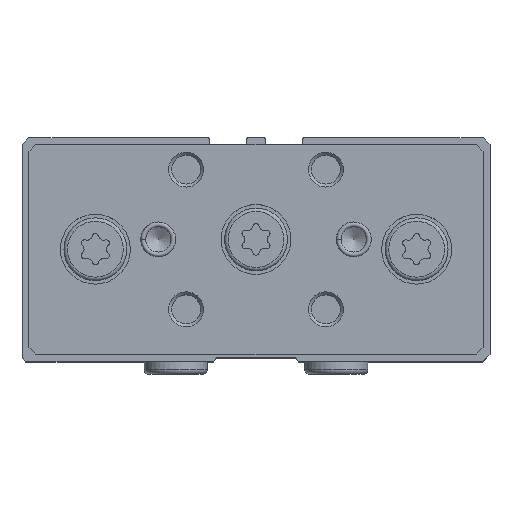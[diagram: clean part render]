
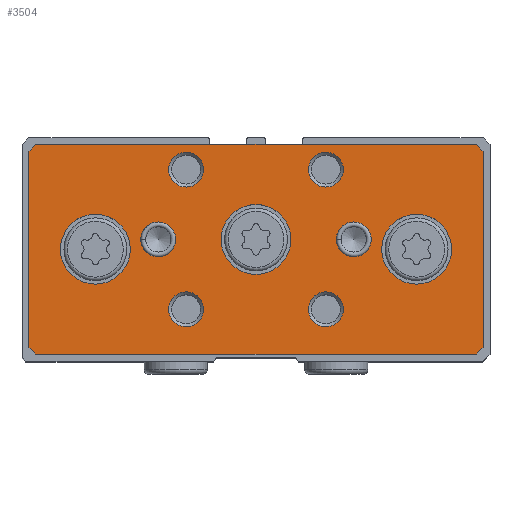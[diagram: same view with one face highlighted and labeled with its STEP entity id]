
A CAD part, top view. The second image highlights one B-rep face of the part: STEP entity #3504.
In plain terms, the highlighted face is planar.
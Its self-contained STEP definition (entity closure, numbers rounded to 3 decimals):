
#340=LINE('',#5905,#535);
#344=LINE('',#5914,#539);
#347=LINE('',#5920,#542);
#350=LINE('',#5926,#545);
#353=LINE('',#5932,#548);
#356=LINE('',#5938,#551);
#359=LINE('',#5944,#554);
#362=LINE('',#5950,#557);
#535=VECTOR('',#4763,1000.);
#539=VECTOR('',#4769,1000.);
#542=VECTOR('',#4774,1000.);
#545=VECTOR('',#4779,1000.);
#548=VECTOR('',#4784,1000.);
#551=VECTOR('',#4789,1000.);
#554=VECTOR('',#4794,1000.);
#557=VECTOR('',#4799,1000.);
#1118=ORIENTED_EDGE('',*,*,#1806,.F.);
#1119=ORIENTED_EDGE('',*,*,#1807,.F.);
#1120=ORIENTED_EDGE('',*,*,#1808,.F.);
#1121=ORIENTED_EDGE('',*,*,#1809,.F.);
#1122=ORIENTED_EDGE('',*,*,#1810,.F.);
#1123=ORIENTED_EDGE('',*,*,#1811,.F.);
#1124=ORIENTED_EDGE('',*,*,#1812,.F.);
#1125=ORIENTED_EDGE('',*,*,#1813,.F.);
#1126=ORIENTED_EDGE('',*,*,#1814,.F.);
#1127=ORIENTED_EDGE('',*,*,#1772,.T.);
#1128=ORIENTED_EDGE('',*,*,#1776,.T.);
#1129=ORIENTED_EDGE('',*,*,#1779,.T.);
#1130=ORIENTED_EDGE('',*,*,#1782,.T.);
#1131=ORIENTED_EDGE('',*,*,#1785,.T.);
#1132=ORIENTED_EDGE('',*,*,#1788,.T.);
#1133=ORIENTED_EDGE('',*,*,#1791,.T.);
#1134=ORIENTED_EDGE('',*,*,#1794,.T.);
#1772=EDGE_CURVE('',#2184,#2185,#340,.T.);
#1776=EDGE_CURVE('',#2185,#2188,#344,.T.);
#1779=EDGE_CURVE('',#2188,#2190,#347,.T.);
#1782=EDGE_CURVE('',#2190,#2192,#350,.T.);
#1785=EDGE_CURVE('',#2192,#2194,#353,.T.);
#1788=EDGE_CURVE('',#2194,#2196,#356,.T.);
#1791=EDGE_CURVE('',#2196,#2198,#359,.T.);
#1794=EDGE_CURVE('',#2198,#2184,#362,.T.);
#1806=EDGE_CURVE('',#2210,#2210,#2469,.T.);
#1807=EDGE_CURVE('',#2211,#2211,#2470,.T.);
#1808=EDGE_CURVE('',#2212,#2212,#2471,.T.);
#1809=EDGE_CURVE('',#2213,#2213,#2472,.T.);
#1810=EDGE_CURVE('',#2214,#2214,#2473,.T.);
#1811=EDGE_CURVE('',#2215,#2215,#2474,.T.);
#1812=EDGE_CURVE('',#2216,#2216,#2475,.T.);
#1813=EDGE_CURVE('',#2217,#2217,#2476,.T.);
#1814=EDGE_CURVE('',#2218,#2218,#2477,.T.);
#2184=VERTEX_POINT('',#5906);
#2185=VERTEX_POINT('',#5907);
#2188=VERTEX_POINT('',#5915);
#2190=VERTEX_POINT('',#5921);
#2192=VERTEX_POINT('',#5927);
#2194=VERTEX_POINT('',#5933);
#2196=VERTEX_POINT('',#5939);
#2198=VERTEX_POINT('',#5945);
#2210=VERTEX_POINT('',#5975);
#2211=VERTEX_POINT('',#5977);
#2212=VERTEX_POINT('',#5979);
#2213=VERTEX_POINT('',#5981);
#2214=VERTEX_POINT('',#5983);
#2215=VERTEX_POINT('',#5985);
#2216=VERTEX_POINT('',#5987);
#2217=VERTEX_POINT('',#5989);
#2218=VERTEX_POINT('',#5991);
#2469=CIRCLE('',#3945,5.);
#2470=CIRCLE('',#3946,5.);
#2471=CIRCLE('',#3947,5.);
#2472=CIRCLE('',#3948,2.5);
#2473=CIRCLE('',#3949,2.5);
#2474=CIRCLE('',#3950,2.5);
#2475=CIRCLE('',#3951,2.5);
#2476=CIRCLE('',#3952,2.5);
#2477=CIRCLE('',#3953,2.5);
#2762=EDGE_LOOP('',(#1118));
#2763=EDGE_LOOP('',(#1119));
#2764=EDGE_LOOP('',(#1120));
#2765=EDGE_LOOP('',(#1121));
#2766=EDGE_LOOP('',(#1122));
#2767=EDGE_LOOP('',(#1123));
#2768=EDGE_LOOP('',(#1124));
#2769=EDGE_LOOP('',(#1125));
#2770=EDGE_LOOP('',(#1126));
#2771=EDGE_LOOP('',(#1127,#1128,#1129,#1130,#1131,#1132,#1133,#1134));
#3128=FACE_BOUND('',#2762,.T.);
#3129=FACE_BOUND('',#2763,.T.);
#3130=FACE_BOUND('',#2764,.T.);
#3131=FACE_BOUND('',#2765,.T.);
#3132=FACE_BOUND('',#2766,.T.);
#3133=FACE_BOUND('',#2767,.T.);
#3134=FACE_BOUND('',#2768,.T.);
#3135=FACE_BOUND('',#2769,.T.);
#3136=FACE_BOUND('',#2770,.T.);
#3137=FACE_BOUND('',#2771,.T.);
#3353=PLANE('',#3944);
#3504=ADVANCED_FACE('',(#3128,#3129,#3130,#3131,#3132,#3133,#3134,#3135,
#3136,#3137),#3353,.T.);
#3944=AXIS2_PLACEMENT_3D('',#5973,#4821,#4822);
#3945=AXIS2_PLACEMENT_3D('',#5974,#4823,#4824);
#3946=AXIS2_PLACEMENT_3D('',#5976,#4825,#4826);
#3947=AXIS2_PLACEMENT_3D('',#5978,#4827,#4828);
#3948=AXIS2_PLACEMENT_3D('',#5980,#4829,#4830);
#3949=AXIS2_PLACEMENT_3D('',#5982,#4831,#4832);
#3950=AXIS2_PLACEMENT_3D('',#5984,#4833,#4834);
#3951=AXIS2_PLACEMENT_3D('',#5986,#4835,#4836);
#3952=AXIS2_PLACEMENT_3D('',#5988,#4837,#4838);
#3953=AXIS2_PLACEMENT_3D('',#5990,#4839,#4840);
#4763=DIRECTION('',(0.,-1.,0.));
#4769=DIRECTION('',(0.,-0.707,-0.707));
#4774=DIRECTION('',(0.,0.,-1.));
#4779=DIRECTION('',(0.,0.707,-0.707));
#4784=DIRECTION('',(0.,1.,0.));
#4789=DIRECTION('',(0.,0.707,0.707));
#4794=DIRECTION('',(0.,0.,1.));
#4799=DIRECTION('',(0.,-0.707,0.707));
#4821=DIRECTION('',(1.,0.,0.));
#4822=DIRECTION('',(0.,0.,-1.));
#4823=DIRECTION('',(1.,0.,0.));
#4824=DIRECTION('',(0.,0.,-1.));
#4825=DIRECTION('',(1.,0.,0.));
#4826=DIRECTION('',(0.,0.,-1.));
#4827=DIRECTION('',(1.,0.,0.));
#4828=DIRECTION('',(0.,0.,-1.));
#4829=DIRECTION('',(1.,0.,0.));
#4830=DIRECTION('',(0.,0.,-1.));
#4831=DIRECTION('',(1.,0.,0.));
#4832=DIRECTION('',(0.,0.,-1.));
#4833=DIRECTION('',(1.,0.,0.));
#4834=DIRECTION('',(0.,0.,-1.));
#4835=DIRECTION('',(1.,0.,0.));
#4836=DIRECTION('',(0.,0.,-1.));
#4837=DIRECTION('',(1.,0.,0.));
#4838=DIRECTION('',(0.,0.,-1.));
#4839=DIRECTION('',(1.,0.,0.));
#4840=DIRECTION('',(0.,0.,-1.));
#5905=CARTESIAN_POINT('',(12.,12.6,32.5));
#5906=CARTESIAN_POINT('',(12.,12.6,32.5));
#5907=CARTESIAN_POINT('',(12.,-15.4,32.5));
#5914=CARTESIAN_POINT('',(12.,-15.4,32.5));
#5915=CARTESIAN_POINT('',(12.,-16.4,31.5));
#5920=CARTESIAN_POINT('',(12.,-16.4,31.5));
#5921=CARTESIAN_POINT('',(12.,-16.4,-31.5));
#5926=CARTESIAN_POINT('',(12.,-16.4,-31.5));
#5927=CARTESIAN_POINT('',(12.,-15.4,-32.5));
#5932=CARTESIAN_POINT('',(12.,-15.4,-32.5));
#5933=CARTESIAN_POINT('',(12.,12.6,-32.5));
#5938=CARTESIAN_POINT('',(12.,12.6,-32.5));
#5939=CARTESIAN_POINT('',(12.,13.6,-31.5));
#5944=CARTESIAN_POINT('',(12.,13.6,-31.5));
#5945=CARTESIAN_POINT('',(12.,13.6,31.5));
#5950=CARTESIAN_POINT('',(12.,13.6,31.5));
#5973=CARTESIAN_POINT('',(12.,0.,0.));
#5974=CARTESIAN_POINT('',(12.,-1.4,23.));
#5975=CARTESIAN_POINT('',(12.,-1.4,18.));
#5976=CARTESIAN_POINT('',(12.,-1.4,-23.));
#5977=CARTESIAN_POINT('',(12.,-1.4,-28.));
#5978=CARTESIAN_POINT('',(12.,0.,0.));
#5979=CARTESIAN_POINT('',(12.,0.,-5.));
#5980=CARTESIAN_POINT('',(12.,0.,14.));
#5981=CARTESIAN_POINT('',(12.,0.,11.5));
#5982=CARTESIAN_POINT('',(12.,0.,-14.));
#5983=CARTESIAN_POINT('',(12.,0.,-16.5));
#5984=CARTESIAN_POINT('',(12.,-10.,10.));
#5985=CARTESIAN_POINT('',(12.,-10.,7.5));
#5986=CARTESIAN_POINT('',(12.,-10.,-10.));
#5987=CARTESIAN_POINT('',(12.,-10.,-12.5));
#5988=CARTESIAN_POINT('',(12.,10.,10.));
#5989=CARTESIAN_POINT('',(12.,10.,7.5));
#5990=CARTESIAN_POINT('',(12.,10.,-10.));
#5991=CARTESIAN_POINT('',(12.,10.,-12.5));
